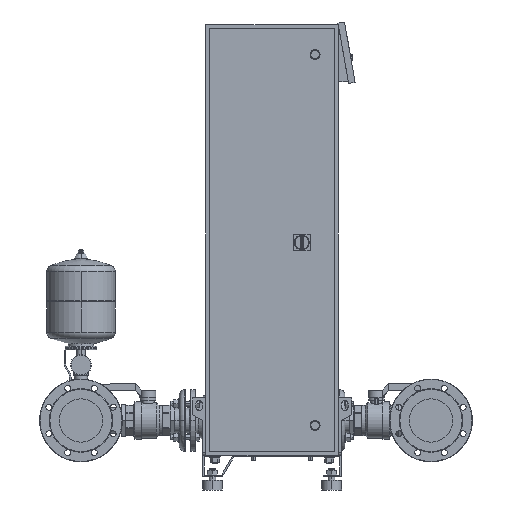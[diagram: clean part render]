
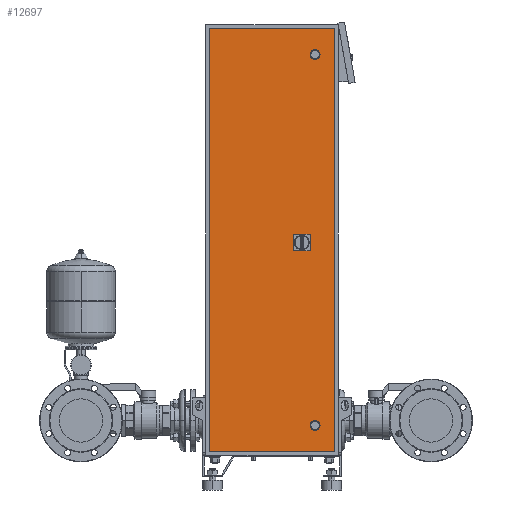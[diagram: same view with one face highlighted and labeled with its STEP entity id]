
A CAD part, left-side view. The second image highlights one B-rep face of the part: STEP entity #12697.
In plain terms, the highlighted free-form (B-spline) face has degree [1, 1] with [2, 2] control points.
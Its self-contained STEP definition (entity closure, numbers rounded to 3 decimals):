
#12330=CARTESIAN_POINT('',(-300.0,-130.0,1300.0));
#12331=VERTEX_POINT('',#12330);
#12347=CARTESIAN_POINT('',(-300.0,-130.0,1330.0));
#12348=VERTEX_POINT('',#12347);
#12355=CARTESIAN_POINT('',(-300.0,-130.0,1315.0));
#12356=DIRECTION('',(1.0,0.0,0.0));
#12357=DIRECTION('',(0.0,0.0,-1.0));
#12358=AXIS2_PLACEMENT_3D('',#12355,#12356,#12357);
#12359=CIRCLE('',#12358,15.0);
#12360=EDGE_CURVE('',#12331,#12348,#12359,.T.);
#12454=CARTESIAN_POINT('',(-300.0,-130.0,180.0));
#12455=VERTEX_POINT('',#12454);
#12471=CARTESIAN_POINT('',(-300.0,-130.0,210.0));
#12472=VERTEX_POINT('',#12471);
#12479=CARTESIAN_POINT('',(-300.0,-130.0,195.0));
#12480=DIRECTION('',(1.0,0.0,0.0));
#12481=DIRECTION('',(0.0,0.0,-1.0));
#12482=AXIS2_PLACEMENT_3D('',#12479,#12480,#12481);
#12483=CIRCLE('',#12482,15.0);
#12484=EDGE_CURVE('',#12455,#12472,#12483,.T.);
#12553=CARTESIAN_POINT('',(-300.0,-130.0,195.0));
#12554=DIRECTION('',(1.0,0.0,0.0));
#12555=DIRECTION('',(0.0,0.0,-1.0));
#12556=AXIS2_PLACEMENT_3D('',#12553,#12554,#12555);
#12557=CIRCLE('',#12556,15.0);
#12558=EDGE_CURVE('',#12472,#12455,#12557,.T.);
#12618=CARTESIAN_POINT('',(-300.0,190.0,115.0));
#12619=VERTEX_POINT('',#12618);
#12620=CARTESIAN_POINT('',(-300.0,-190.0,115.0));
#12621=VERTEX_POINT('',#12620);
#12622=CARTESIAN_POINT('',(-300.0,190.0,115.0));
#12623=DIRECTION('',(0.0,-1.0,0.0));
#12624=VECTOR('',#12623,380.0);
#12625=LINE('',#12622,#12624);
#12626=EDGE_CURVE('',#12619,#12621,#12625,.T.);
#12653=CARTESIAN_POINT('',(-300.0,190.0,1395.0));
#12654=CARTESIAN_POINT('',(-300.0,190.0,115.0));
#12655=CARTESIAN_POINT('',(-300.,-190.0,1395.0));
#12656=CARTESIAN_POINT('',(-300.0,-190.0,115.0));
#12657=B_SPLINE_SURFACE_WITH_KNOTS('',1,1,((#12653,#12655),(#12654,#12656)),.UNSPECIFIED.,.F.,.F.,.U.,(2,2),(2,2),(0.0,1280.0),(0.0,380.0),.UNSPECIFIED.);
#12658=CARTESIAN_POINT('',(-300.0,-190.0,1395.0));
#12659=VERTEX_POINT('',#12658);
#12660=CARTESIAN_POINT('',(-300.0,-190.0,115.0));
#12661=DIRECTION('',(0.0,0.0,1.0));
#12662=VECTOR('',#12661,1280.0);
#12663=LINE('',#12660,#12662);
#12664=EDGE_CURVE('',#12621,#12659,#12663,.T.);
#12665=ORIENTED_EDGE('',*,*,#12664,.T.);
#12666=CARTESIAN_POINT('',(-300.0,190.,1395.0));
#12667=VERTEX_POINT('',#12666);
#12668=CARTESIAN_POINT('',(-300.0,-190.0,1395.0));
#12669=DIRECTION('',(0.0,1.0,0.0));
#12670=VECTOR('',#12669,380.);
#12671=LINE('',#12668,#12670);
#12672=EDGE_CURVE('',#12659,#12667,#12671,.T.);
#12673=ORIENTED_EDGE('',*,*,#12672,.T.);
#12674=CARTESIAN_POINT('',(-300.0,190.,1395.0));
#12675=DIRECTION('',(0.0,0.0,-1.0));
#12676=VECTOR('',#12675,1280.0);
#12677=LINE('',#12674,#12676);
#12678=EDGE_CURVE('',#12667,#12619,#12677,.T.);
#12679=ORIENTED_EDGE('',*,*,#12678,.T.);
#12680=ORIENTED_EDGE('',*,*,#12626,.T.);
#12681=EDGE_LOOP('',(#12665,#12673,#12679,#12680));
#12682=FACE_OUTER_BOUND('',#12681,.T.);
#12683=ORIENTED_EDGE('',*,*,#12558,.T.);
#12684=ORIENTED_EDGE('',*,*,#12484,.T.);
#12685=EDGE_LOOP('',(#12683,#12684));
#12686=FACE_BOUND('',#12685,.T.);
#12687=CARTESIAN_POINT('',(-300.0,-130.0,1315.0));
#12688=DIRECTION('',(1.0,0.0,0.0));
#12689=DIRECTION('',(0.0,0.0,-1.0));
#12690=AXIS2_PLACEMENT_3D('',#12687,#12688,#12689);
#12691=CIRCLE('',#12690,15.0);
#12692=EDGE_CURVE('',#12348,#12331,#12691,.T.);
#12693=ORIENTED_EDGE('',*,*,#12692,.T.);
#12694=ORIENTED_EDGE('',*,*,#12360,.T.);
#12695=EDGE_LOOP('',(#12693,#12694));
#12696=FACE_BOUND('',#12695,.T.);
#12697=ADVANCED_FACE('',(#12682,#12686,#12696),#12657,.T.);
